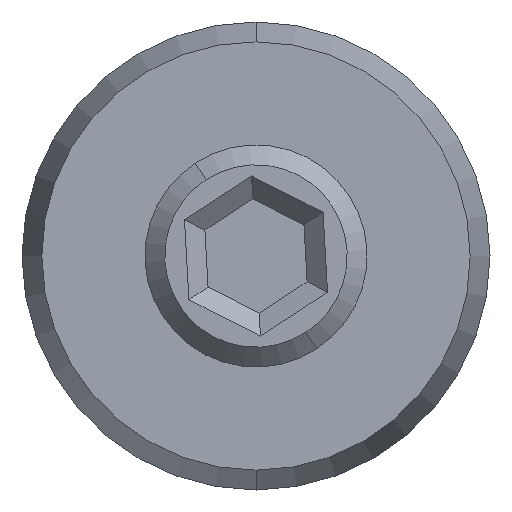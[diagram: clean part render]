
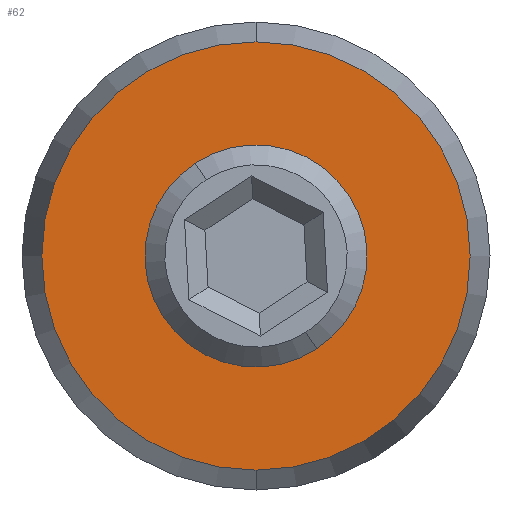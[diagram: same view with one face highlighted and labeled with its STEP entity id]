
A CAD part, front view. The second image highlights one B-rep face of the part: STEP entity #62.
In plain terms, the highlighted planar face has unit normal (0, -1, 0).
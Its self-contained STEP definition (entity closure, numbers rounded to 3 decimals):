
#59 = EDGE_CURVE ( 'NONE', #208, #207, #901, .T. ) ;
#62 = ADVANCED_FACE ( 'NONE', ( #902, #937 ), #849, .F. ) ;
#170 = EDGE_LOOP ( 'NONE', ( #171, #172 ) ) ;
#171 = ORIENTED_EDGE ( 'NONE', *, *, #206, .F. ) ;
#172 = ORIENTED_EDGE ( 'NONE', *, *, #59, .F. ) ;
#173 = EDGE_LOOP ( 'NONE', ( #174, #175 ) ) ;
#174 = ORIENTED_EDGE ( 'NONE', *, *, #373, .T. ) ;
#175 = ORIENTED_EDGE ( 'NONE', *, *, #176, .T. ) ;
#176 = EDGE_CURVE ( 'NONE', #456, #374, #1295, .T. ) ;
#206 = EDGE_CURVE ( 'NONE', #207, #208, #1159, .T. ) ;
#207 = VERTEX_POINT ( 'NONE', #1273 ) ;
#208 = VERTEX_POINT ( 'NONE', #1272 ) ;
#373 = EDGE_CURVE ( 'NONE', #374, #456, #1811, .T. ) ;
#374 = VERTEX_POINT ( 'NONE', #1806 ) ;
#456 = VERTEX_POINT ( 'NONE', #1944 ) ;
#849 = PLANE ( 'NONE',  #861 ) ;
#858 = DIRECTION ( 'NONE',  ( 0., 0., 1. ) ) ;
#859 = DIRECTION ( 'NONE',  ( 0., 1., 0. ) ) ;
#860 = CARTESIAN_POINT ( 'NONE',  ( 1.677, -124.514, -1.126 ) ) ;
#861 = AXIS2_PLACEMENT_3D ( 'NONE', #860, #859, #858 ) ;
#901 = CIRCLE ( 'NONE', #917, 2.743 ) ;
#902 = FACE_BOUND ( 'NONE', #173, .T. ) ;
#914 = DIRECTION ( 'NONE',  ( 0., 0., 1. ) ) ;
#915 = DIRECTION ( 'NONE',  ( 0., 1., 0. ) ) ;
#916 = CARTESIAN_POINT ( 'NONE',  ( -1.066, -124.514, -1.126 ) ) ;
#917 = AXIS2_PLACEMENT_3D ( 'NONE', #916, #915, #914 ) ;
#937 = FACE_OUTER_BOUND ( 'NONE', #170, .T. ) ;
#1157 = CARTESIAN_POINT ( 'NONE',  ( -1.066, -124.514, -1.126 ) ) ;
#1158 = AXIS2_PLACEMENT_3D ( 'NONE', #1157, #1275, #1274 ) ;
#1159 = CIRCLE ( 'NONE', #1158, 2.743 ) ;
#1272 = CARTESIAN_POINT ( 'NONE',  ( -1.066, -124.514, -3.87 ) ) ;
#1273 = CARTESIAN_POINT ( 'NONE',  ( -1.066, -124.514, 1.617 ) ) ;
#1274 = DIRECTION ( 'NONE',  ( 0., 0., 1. ) ) ;
#1275 = DIRECTION ( 'NONE',  ( 0., 1., 0. ) ) ;
#1287 = DIRECTION ( 'NONE',  ( 0., 1., 0. ) ) ;
#1288 = CARTESIAN_POINT ( 'NONE',  ( -1.066, -124.514, -1.126 ) ) ;
#1289 = AXIS2_PLACEMENT_3D ( 'NONE', #1288, #1287, #1294 ) ;
#1294 = DIRECTION ( 'NONE',  ( 0., 0., 1. ) ) ;
#1295 = CIRCLE ( 'NONE', #1289, 1.384 ) ;
#1806 = CARTESIAN_POINT ( 'NONE',  ( -1.066, -124.514, -2.511 ) ) ;
#1807 = DIRECTION ( 'NONE',  ( 0., 0., 1. ) ) ;
#1808 = DIRECTION ( 'NONE',  ( 0., 1., 0. ) ) ;
#1809 = CARTESIAN_POINT ( 'NONE',  ( -1.066, -124.514, -1.126 ) ) ;
#1810 = AXIS2_PLACEMENT_3D ( 'NONE', #1809, #1808, #1807 ) ;
#1811 = CIRCLE ( 'NONE', #1810, 1.384 ) ;
#1944 = CARTESIAN_POINT ( 'NONE',  ( -1.066, -124.514, 0.258 ) ) ;
